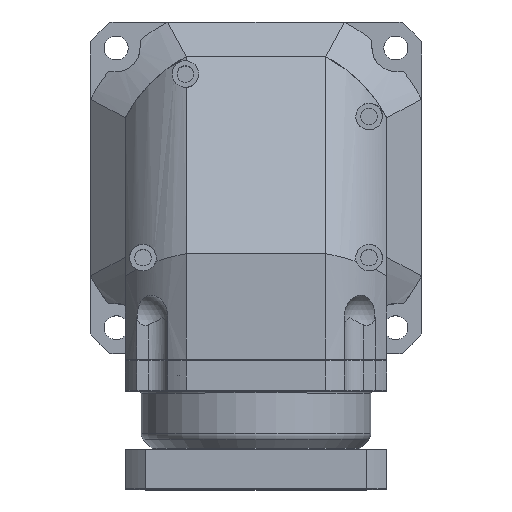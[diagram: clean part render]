
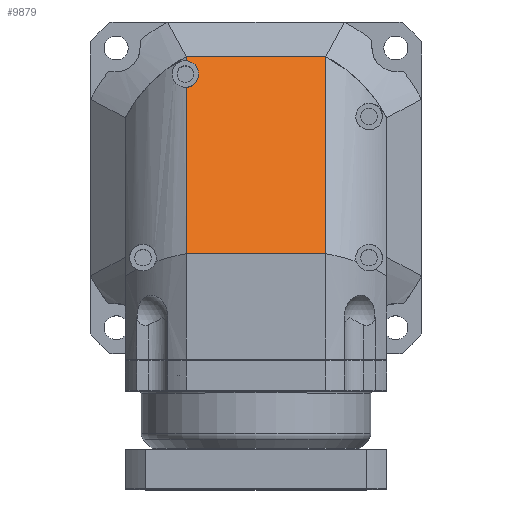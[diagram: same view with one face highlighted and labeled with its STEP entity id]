
A CAD part, top view. The second image highlights one B-rep face of the part: STEP entity #9879.
In plain terms, the highlighted face is planar.
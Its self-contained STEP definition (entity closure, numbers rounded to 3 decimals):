
#5587=CARTESIAN_POINT('',(19.,-71.,37.937));
#5985=DIRECTION('',(0.,0.,-1.));
#5986=VECTOR('',#5985,75.875);
#5987=CARTESIAN_POINT('',(19.,-71.,37.937));
#5988=LINE('',#5987,#5986);
#5989=CARTESIAN_POINT('',(4.945,-54.25,37.937));
#5990=CARTESIAN_POINT('',(4.96,-54.268,37.655));
#5991=CARTESIAN_POINT('',(4.992,-54.306,37.386));
#5992=CARTESIAN_POINT('',(5.055,-54.381,36.931));
#5993=CARTESIAN_POINT('',(5.134,-54.476,36.548));
#5994=CARTESIAN_POINT('',(5.229,-54.589,36.167));
#5995=CARTESIAN_POINT('',(5.356,-54.739,35.744));
#5996=CARTESIAN_POINT('',(5.514,-54.928,35.309));
#5997=CARTESIAN_POINT('',(5.703,-55.154,34.874));
#5998=CARTESIAN_POINT('',(5.893,-55.38,34.499));
#5999=CARTESIAN_POINT('',(6.146,-55.681,34.059));
#6000=CARTESIAN_POINT('',(6.462,-56.058,33.594));
#6001=CARTESIAN_POINT('',(6.842,-56.51,33.132));
#6002=CARTESIAN_POINT('',(7.221,-56.962,32.742));
#6003=CARTESIAN_POINT('',(7.6,-57.414,32.41));
#6004=CARTESIAN_POINT('',(8.106,-58.017,32.035));
#6005=CARTESIAN_POINT('',(8.738,-58.771,31.672));
#6006=CARTESIAN_POINT('',(9.497,-59.675,31.378));
#6007=CARTESIAN_POINT('',(10.256,-60.579,31.207));
#6008=CARTESIAN_POINT('',(11.015,-61.483,31.15));
#6009=CARTESIAN_POINT('',(11.773,-62.388,31.207));
#6010=CARTESIAN_POINT('',(12.532,-63.292,31.378));
#6011=CARTESIAN_POINT('',(13.291,-64.196,31.672));
#6012=CARTESIAN_POINT('',(13.923,-64.95,32.035));
#6013=CARTESIAN_POINT('',(14.429,-65.553,32.41));
#6014=CARTESIAN_POINT('',(14.808,-66.005,32.742));
#6015=CARTESIAN_POINT('',(15.188,-66.457,33.132));
#6016=CARTESIAN_POINT('',(15.567,-66.909,33.594));
#6017=CARTESIAN_POINT('',(15.883,-67.286,34.059));
#6018=CARTESIAN_POINT('',(16.136,-67.587,34.499));
#6019=CARTESIAN_POINT('',(16.326,-67.813,34.874));
#6020=CARTESIAN_POINT('',(16.516,-68.039,35.309));
#6021=CARTESIAN_POINT('',(16.674,-68.228,35.744));
#6022=CARTESIAN_POINT('',(16.8,-68.378,36.167));
#6023=CARTESIAN_POINT('',(16.895,-68.491,36.548));
#6024=CARTESIAN_POINT('',(16.974,-68.586,36.931));
#6025=CARTESIAN_POINT('',(17.037,-68.661,37.386));
#6026=CARTESIAN_POINT('',(17.069,-68.699,37.655));
#6027=CARTESIAN_POINT('',(17.085,-68.717,37.937));
#6029=DIRECTION('',(0.643,-0.766,0.));
#6030=VECTOR('',#6029,2.98);
#6031=CARTESIAN_POINT('',(17.085,-68.717,37.937));
#6032=LINE('',#6031,#6030);
#6033=DIRECTION('',(-0.643,0.766,0.));
#6034=VECTOR('',#6033,140.015);
#6035=CARTESIAN_POINT('',(19.,-71.,-37.937));
#6036=LINE('',#6035,#6034);
#6037=DIRECTION('',(0.643,-0.766,0.));
#6038=VECTOR('',#6037,118.149);
#6039=CARTESIAN_POINT('',(-71.,36.258,37.937));
#6040=LINE('',#6039,#6038);
#6802=DIRECTION('',(0.,0.,1.));
#6803=VECTOR('',#6802,75.875);
#6804=CARTESIAN_POINT('',(-71.,36.258,-37.937));
#6805=LINE('',#6804,#6803);
#8181=VERTEX_POINT('',#5989);
#8182=VERTEX_POINT('',#6027);
#8223=VERTEX_POINT('',#5587);
#8228=CARTESIAN_POINT('',(19.,-71.,-37.937));
#8229=CARTESIAN_POINT('',(-71.,36.258,-37.937));
#8230=VERTEX_POINT('',#8228);
#8231=VERTEX_POINT('',#8229);
#8232=CARTESIAN_POINT('',(-71.,36.258,37.937));
#8233=VERTEX_POINT('',#8232);
#9861=CARTESIAN_POINT('',(19.,-71.,99.));
#9862=DIRECTION('',(0.766,0.643,0.));
#9863=DIRECTION('',(-0.643,0.766,0.));
#9864=AXIS2_PLACEMENT_3D('',#9861,#9862,#9863);
#9865=PLANE('',#9864);
#9867=ORIENTED_EDGE('',*,*,#9866,.T.);
#9869=ORIENTED_EDGE('',*,*,#9868,.T.);
#9870=ORIENTED_EDGE('',*,*,#9854,.T.);
#9872=ORIENTED_EDGE('',*,*,#9871,.T.);
#9874=ORIENTED_EDGE('',*,*,#9873,.T.);
#9876=ORIENTED_EDGE('',*,*,#9875,.T.);
#9877=EDGE_LOOP('',(#9867,#9869,#9870,#9872,#9874,#9876));
#9878=FACE_OUTER_BOUND('',#9877,.F.);
#9879=ADVANCED_FACE('',(#9878),#9865,.F.);
#6028=B_SPLINE_CURVE_WITH_KNOTS('',3,(#5989,#5990,#5991,#5992,#5993,#5994,#5995,
#5996,#5997,#5998,#5999,#6000,#6001,#6002,#6003,#6004,#6005,#6006,#6007,#6008,
#6009,#6010,#6011,#6012,#6013,#6014,#6015,#6016,#6017,#6018,#6019,#6020,#6021,
#6022,#6023,#6024,#6025,#6026,#6027),.UNSPECIFIED.,.F.,.F.,(4,1,1,1,1,1,1,1,1,1,
1,1,1,1,1,1,1,1,1,1,1,1,1,1,1,1,1,1,1,1,1,1,1,1,1,1,4),(0.,0.004,
0.008,0.016,0.023,0.031,0.047,0.063,0.078,0.094,
0.125,0.156,0.188,0.219,0.25,0.313,0.375,0.438,0.5,
0.563,0.625,0.688,0.75,0.781,0.813,0.844,0.875,0.906,
0.922,0.938,0.953,0.969,0.977,0.984,0.992,
0.996,1.),.UNSPECIFIED.);
#9854=EDGE_CURVE('',#8223,#8230,#5988,.T.);
#9866=EDGE_CURVE('',#8181,#8182,#6028,.T.);
#9868=EDGE_CURVE('',#8182,#8223,#6032,.T.);
#9871=EDGE_CURVE('',#8230,#8231,#6036,.T.);
#9873=EDGE_CURVE('',#8231,#8233,#6805,.T.);
#9875=EDGE_CURVE('',#8233,#8181,#6040,.T.);
